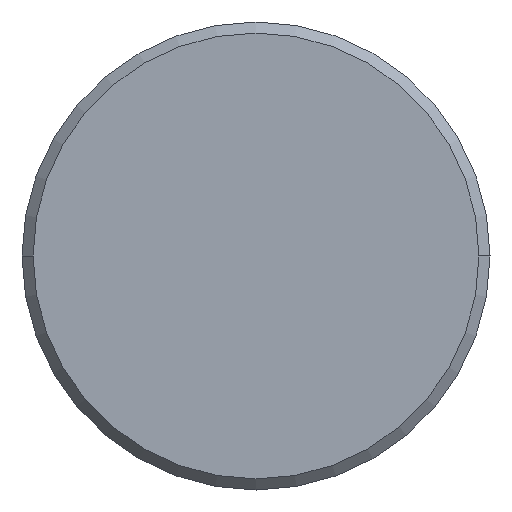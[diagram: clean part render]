
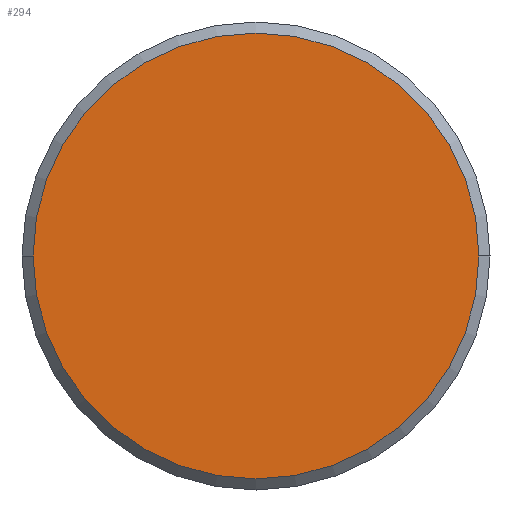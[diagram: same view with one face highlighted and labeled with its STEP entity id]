
A CAD part, left-side view. The second image highlights one B-rep face of the part: STEP entity #294.
In plain terms, the highlighted planar face has unit normal (-1, 0, 0).
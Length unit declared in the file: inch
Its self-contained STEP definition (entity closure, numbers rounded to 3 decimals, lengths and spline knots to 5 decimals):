
#30 = EDGE_LOOP ( 'NONE', ( #476, #353 ) ) ;
#140 = AXIS2_PLACEMENT_3D ( 'NONE', #467, #632, #750 ) ;
#229 = DIRECTION ( 'NONE',  ( 0., 0., 1. ) ) ;
#243 = EDGE_CURVE ( 'NONE', #715, #495, #760, .T. ) ;
#253 = CARTESIAN_POINT ( 'NONE',  ( -1.81102, 0., 0. ) ) ;
#294 = ADVANCED_FACE ( 'NONE', ( #774 ), #375, .T. ) ;
#306 = AXIS2_PLACEMENT_3D ( 'NONE', #722, #683, #229 ) ;
#353 = ORIENTED_EDGE ( 'NONE', *, *, #243, .F. ) ;
#375 = PLANE ( 'NONE',  #306 ) ;
#392 = CARTESIAN_POINT ( 'NONE',  ( -1.81102, -0.23819, 0. ) ) ;
#467 = CARTESIAN_POINT ( 'NONE',  ( -1.81102, 0., 0. ) ) ;
#476 = ORIENTED_EDGE ( 'NONE', *, *, #582, .F. ) ;
#495 = VERTEX_POINT ( 'NONE', #685 ) ;
#504 = DIRECTION ( 'NONE',  ( 0., 1., 0. ) ) ;
#507 = DIRECTION ( 'NONE',  ( 1., 0., 0. ) ) ;
#550 = CIRCLE ( 'NONE', #140, 0.23819 ) ;
#582 = EDGE_CURVE ( 'NONE', #495, #715, #550, .T. ) ;
#632 = DIRECTION ( 'NONE',  ( 1., 0., 0. ) ) ;
#683 = DIRECTION ( 'NONE',  ( -1., 0., 0. ) ) ;
#685 = CARTESIAN_POINT ( 'NONE',  ( -1.81102, 0.23819, 0. ) ) ;
#715 = VERTEX_POINT ( 'NONE', #392 ) ;
#722 = CARTESIAN_POINT ( 'NONE',  ( -1.81102, 0.11909, 0. ) ) ;
#750 = DIRECTION ( 'NONE',  ( 0., 1., 0. ) ) ;
#760 = CIRCLE ( 'NONE', #763, 0.23819 ) ;
#763 = AXIS2_PLACEMENT_3D ( 'NONE', #253, #507, #504 ) ;
#774 = FACE_OUTER_BOUND ( 'NONE', #30, .T. ) ;
